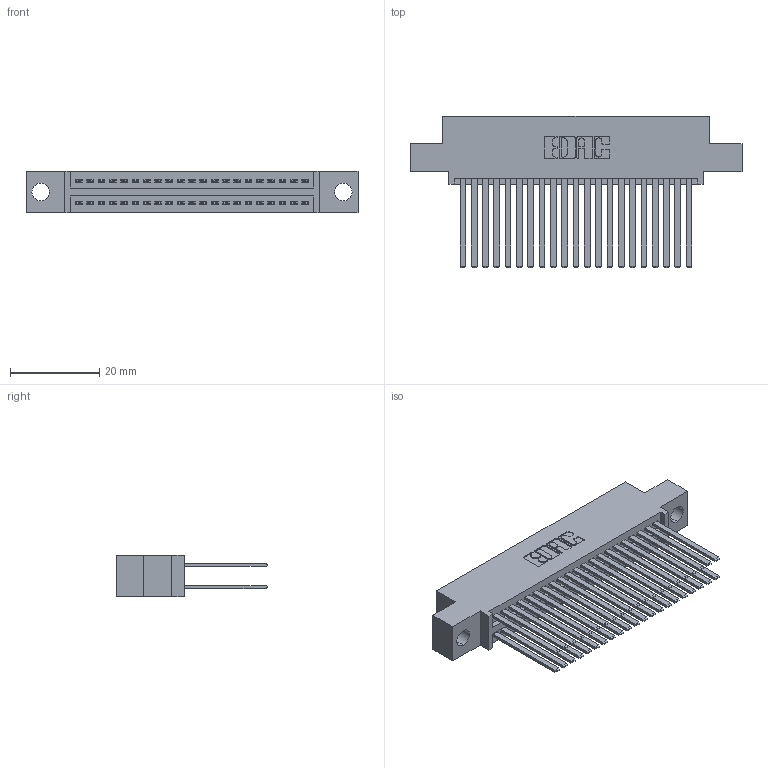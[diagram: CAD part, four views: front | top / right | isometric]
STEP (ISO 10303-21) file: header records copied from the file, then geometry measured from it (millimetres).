
FILE_DESCRIPTION (( 'STEP AP203' ), '1' );
FILE_NAME ('395-042-544-504.STEP', '2021-06-16T22:19:59', ( '' ), ( '' ), 'SwSTEP 2.0', 'SolidWorks 2020', '' );
FILE_SCHEMA (( 'CONFIG_CONTROL_DESIGN' ));
Length unit declared in the file: inch
Products named in the file (3): 395-042-544-504; 345-292-001_345-293-144; 345 Part_0.110 Offset - 0.156 Dia-TI
Assembly tree (43 placements, depth 2):
  395-042-544-504
    345 Part_0.110 Offset - 0.156 Dia-TI
    345-292-001_345-293-144  x42
Bounding box: 74.55 x 33.96 x 9.4 mm (x, y, z)
Volume: 7456.3 mm3; surface area: 12285 mm2
Topology: 43 solids, 43 shells, 1992 faces, 5891 edges, 3870 vertices
Faces by surface type: plane 1316, cylinder 676
Entity records: 19671 total; most frequent: CARTESIAN_POINT 3322, ORIENTED_EDGE 3254, DIRECTION 2951, EDGE_CURVE 1627, LINE 1415, VECTOR 1415, VERTEX_POINT 1082, AXIS2_PLACEMENT_3D 768
